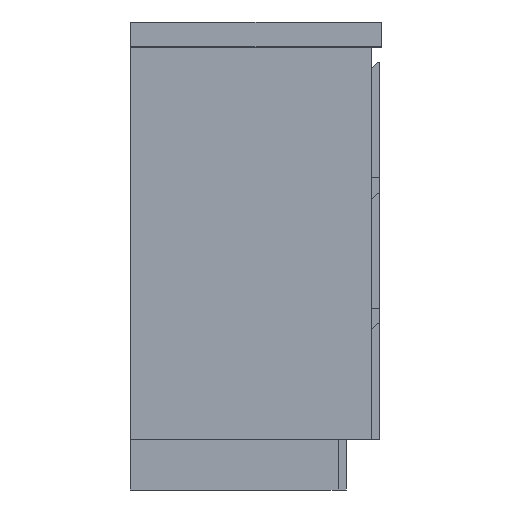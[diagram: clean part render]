
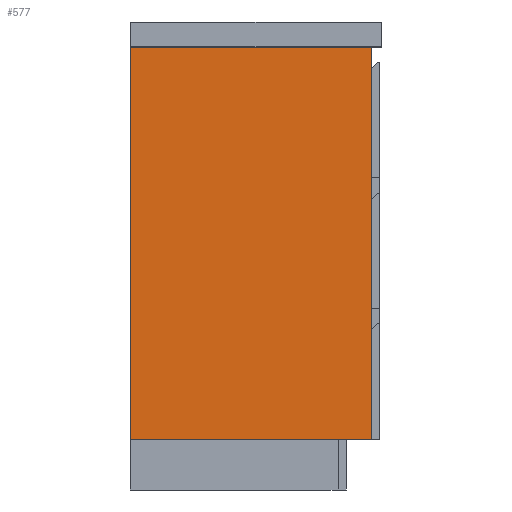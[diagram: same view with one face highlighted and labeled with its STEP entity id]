
A CAD part, left-side view. The second image highlights one B-rep face of the part: STEP entity #577.
In plain terms, the highlighted planar face has unit normal (-1, 0, 0).
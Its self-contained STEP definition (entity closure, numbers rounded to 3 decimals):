
#577=ADVANCED_FACE('',(#754),#2865,.T.);
#754=FACE_OUTER_BOUND('',#931,.T.);
#931=EDGE_LOOP('',(#1480,#1481,#1482,#1483));
#1480=ORIENTED_EDGE('',*,*,#2013,.F.);
#1481=ORIENTED_EDGE('',*,*,#1995,.T.);
#1482=ORIENTED_EDGE('',*,*,#2011,.T.);
#1483=ORIENTED_EDGE('',*,*,#2012,.F.);
#1995=EDGE_CURVE('',#2661,#2663,#2377,.T.);
#2011=EDGE_CURVE('',#2663,#2676,#2393,.T.);
#2012=EDGE_CURVE('',#2677,#2676,#2394,.T.);
#2013=EDGE_CURVE('',#2661,#2677,#2395,.T.);
#2377=B_SPLINE_CURVE_WITH_KNOTS('',1,(#4197,#4198),.UNSPECIFIED.,.F.,.F.,
(2,2),(-780.,0.),.UNSPECIFIED.);
#2393=B_SPLINE_CURVE_WITH_KNOTS('',1,(#4229,#4230),.UNSPECIFIED.,.F.,.F.,
(2,2),(-479.,0.),.UNSPECIFIED.);
#2394=B_SPLINE_CURVE_WITH_KNOTS('',1,(#4231,#4232),.UNSPECIFIED.,.F.,.F.,
(2,2),(-780.,0.),.UNSPECIFIED.);
#2395=B_SPLINE_CURVE_WITH_KNOTS('',1,(#4233,#4234),.UNSPECIFIED.,.F.,.F.,
(2,2),(-479.,0.),.UNSPECIFIED.);
#2661=VERTEX_POINT('',#4172);
#2663=VERTEX_POINT('',#4174);
#2676=VERTEX_POINT('',#4187);
#2677=VERTEX_POINT('',#4188);
#2865=PLANE('',#3169);
#3169=AXIS2_PLACEMENT_3D('',#4164,#3360,$);
#3360=DIRECTION('',(-1.,0.,0.));
#4164=CARTESIAN_POINT('',(-594.,-468.,526.9));
#4172=CARTESIAN_POINT('',(-594.,-390.,479.));
#4174=CARTESIAN_POINT('',(-594.,390.,479.));
#4187=CARTESIAN_POINT('',(-594.,390.,0.));
#4188=CARTESIAN_POINT('',(-594.,-390.,0.));
#4197=CARTESIAN_POINT('',(-594.,-390.,479.));
#4198=CARTESIAN_POINT('',(-594.,390.,479.));
#4229=CARTESIAN_POINT('',(-594.,390.,479.));
#4230=CARTESIAN_POINT('',(-594.,390.,0.));
#4231=CARTESIAN_POINT('',(-594.,-390.,0.));
#4232=CARTESIAN_POINT('',(-594.,390.,0.));
#4233=CARTESIAN_POINT('',(-594.,-390.,479.));
#4234=CARTESIAN_POINT('',(-594.,-390.,0.));
